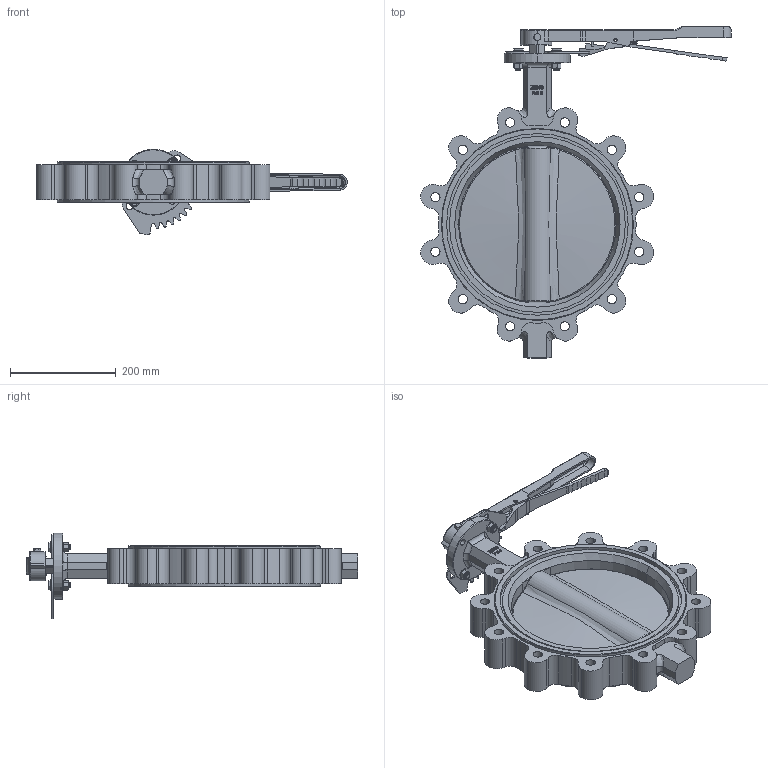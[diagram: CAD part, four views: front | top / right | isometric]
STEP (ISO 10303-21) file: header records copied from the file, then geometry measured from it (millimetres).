
FILE_DESCRIPTION (( 'STEP AP214' ), '1' );
FILE_NAME ('AK201-DN300-PN-10-Handhebel-Fergo.STEP', '2023-01-09T12:51:23', ( '' ), ( '' ), 'SwSTEP 2.0', 'SolidWorks 2022', '' );
FILE_SCHEMA (( 'AUTOMOTIVE_DESIGN' ));
Length unit declared in the file: millimetre
Products named in the file (1): AK201-DN300-PN-10-Handhebel-Fergo
Bounding box: 588.51 x 629 x 162.08 mm (x, y, z)
Volume: 6294951.4 mm3; surface area: 995655.6 mm2
Topology: 29 solids, 29 shells, 2101 faces, 5448 edges, 3497 vertices
Faces by surface type: plane 643, cylinder 642, cone 507, bspline 287, torus 22
Entity records: 114115 total; most frequent: CARTESIAN_POINT 41465, ORIENTED_EDGE 10866, DIRECTION 9614, EDGE_CURVE 5433, AXIS2_PLACEMENT_3D 3532, VERTEX_POINT 3497, LINE 2550, VECTOR 2550
